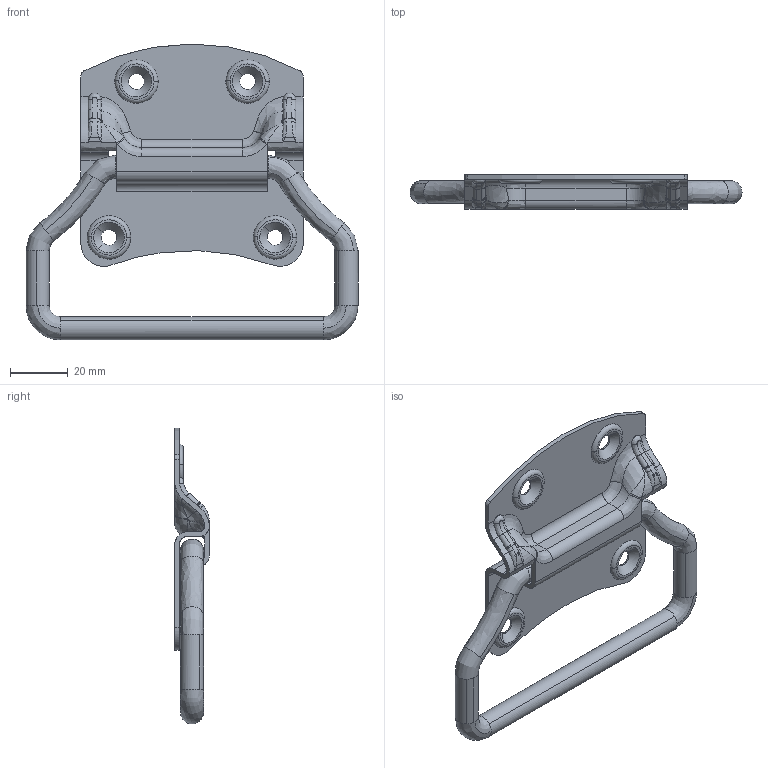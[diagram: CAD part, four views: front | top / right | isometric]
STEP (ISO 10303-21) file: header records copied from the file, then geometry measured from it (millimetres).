
FILE_DESCRIPTION((''),'2;1');
FILE_NAME('','2006-01-17T11:47:11',(''),(''),'','CADfix','');
FILE_SCHEMA(('AUTOMOTIVE_DESIGN'));
Length unit declared in the file: millimetre
Products named in the file (3): grip; base; THA_6_3193_36
Assembly tree (2 placements, depth 2):
  THA_6_3193_36
    grip
    base
Bounding box: 115 x 12 x 102.5 mm (x, y, z)
Volume: 23852.6 mm3; surface area: 20956.7 mm2
Topology: 2 solids, 2 shells, 266 faces, 835 edges, 574 vertices
Faces by surface type: bspline 266
Entity records: 20647 total; most frequent: CARTESIAN_POINT 15771, ORIENTED_EDGE 1668, EDGE_CURVE 834, B_SPLINE_CURVE_WITH_KNOTS 579, VERTEX_POINT 574, EDGE_LOOP 282, FACE_OUTER_BOUND 266, ADVANCED_FACE 266
